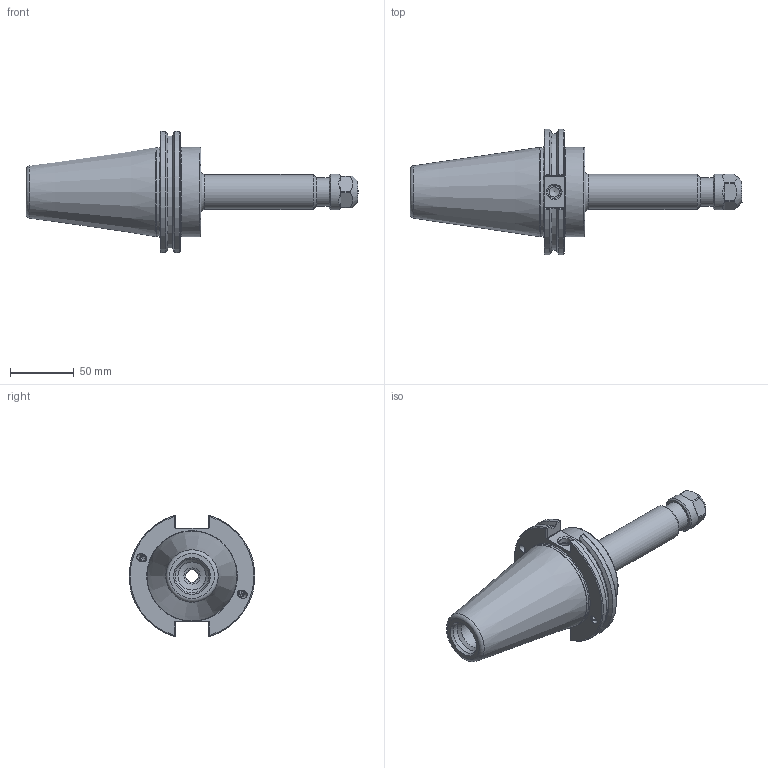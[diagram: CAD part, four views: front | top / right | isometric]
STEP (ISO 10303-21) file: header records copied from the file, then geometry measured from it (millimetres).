
FILE_DESCRIPTION((''),'2;1');
FILE_NAME('C50BC-16ERC622.iam.stp','2014-06-02T14:22:56',(''),(''),'Autodesk Inventor 2012','Autodesk Inventor 2012','');
FILE_SCHEMA(('AUTOMOTIVE_DESIGN { 1 0 10303 214 1 1 1 1 }'));
Length unit declared in the file: inch
Products named in the file (5): C50BC-16ERC622; C50BCB-16ER6-1; 029-966; 16ERHCN
Assembly tree (7 placements, depth 3):
  C50BC-16ERC622
    C50BCB-16ER6-1
      C50BCB-16ER6-1
      029-966  x4
    16ERHCN
Bounding box: 259.59 x 98.06 x 94.71 mm (x, y, z)
Volume: 427859.5 mm3; surface area: 67134.2 mm2
Topology: 6 solids, 6 shells, 210 faces, 504 edges, 325 vertices
Faces by surface type: plane 94, cylinder 55, cone 37, torus 12, bspline 8, sphere 4
Full cylindrical faces by diameter (mm): 5 x4, 6 x8, 6.096 x4, 6.2 x4, 8 x1, 9.728 x1, 10.135 x1, 11.176 x1, 11.5 x1, 12.7 x1, 16.8 x1, 20.5 x1, 21.971 x1, 22 x1, 23 x1, 26.365 x1, 27.432 x1, 28 x1, 69.342 x1, 69.85 x1
Entity records: 5717 total; most frequent: CARTESIAN_POINT 1962, DIRECTION 718, ORIENTED_EDGE 670, EDGE_CURVE 335, AXIS2_PLACEMENT_3D 299, VERTEX_POINT 243, EDGE_LOOP 238, FACE_OUTER_BOUND 162
